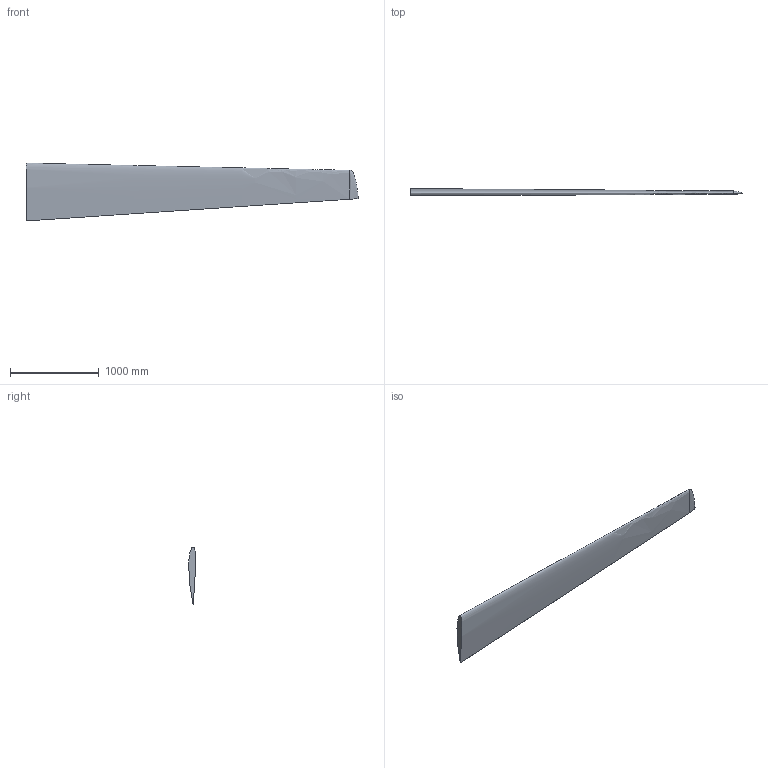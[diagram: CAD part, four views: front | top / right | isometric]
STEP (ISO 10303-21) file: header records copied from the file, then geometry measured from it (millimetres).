
FILE_DESCRIPTION(/* description */ (''),/* implementation_level */ '2;1');
FILE_NAME(/* name */ 'Right Wing v3.step',/* time_stamp */ '2022-01-05T13:21:00-08:00',/* author */ (''),/* organization */ (''),/* preprocessor_version */ 'ST-DEVELOPER v18.1',/* originating_system */ 'Autodesk Translation Framework v10.10.0.1391',/* authorisation */ '');
FILE_SCHEMA (('AUTOMOTIVE_DESIGN { 1 0 10303 214 3 1 1 }'));
Length unit declared in the file: foot
Products named in the file (1): Right Wing
Bounding box: 3749.04 x 76.47 x 652.55 mm (x, y, z)
Volume: 67434703.8 mm3; surface area: 3733856 mm2
Topology: 1 solids, 1 shells, 6 faces, 11 edges, 7 vertices
Faces by surface type: plane 3, bspline 3
Entity records: 3598 total; most frequent: CARTESIAN_POINT 3459, ORIENTED_EDGE 22, DIRECTION 13, EDGE_CURVE 11, VERTEX_POINT 7, FACE_OUTER_BOUND 6, EDGE_LOOP 6, ADVANCED_FACE 6
